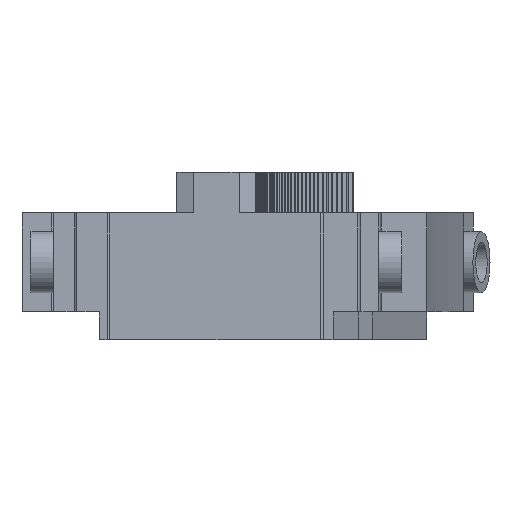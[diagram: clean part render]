
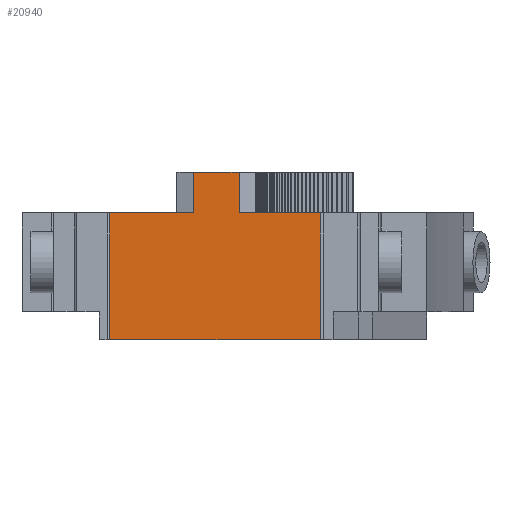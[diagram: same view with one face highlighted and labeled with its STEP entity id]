
A CAD part, front view. The second image highlights one B-rep face of the part: STEP entity #20940.
In plain terms, the highlighted planar face has unit normal (0, -1, 0).
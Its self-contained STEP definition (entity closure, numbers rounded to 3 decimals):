
#2626 = PLANE('',#2627);
#2627 = AXIS2_PLACEMENT_3D('',#2628,#2629,#2630);
#2628 = CARTESIAN_POINT('',(-15.931,-29.449,-6.6));
#2629 = DIRECTION('',(0.,0.,-1.));
#2630 = DIRECTION('',(0.,1.,0.));
#3244 = PLANE('',#3245);
#3245 = AXIS2_PLACEMENT_3D('',#3246,#3247,#3248);
#3246 = CARTESIAN_POINT('',(-1.121,-1.265,3.4));
#3247 = DIRECTION('',(0.,0.,-1.));
#3248 = DIRECTION('',(0.141,0.99,0.));
#5645 = PLANE('',#5646);
#5646 = AXIS2_PLACEMENT_3D('',#5647,#5648,#5649);
#5647 = CARTESIAN_POINT('',(-1.121,-1.265,3.4));
#5648 = DIRECTION('',(0.,0.,-1.));
#5649 = DIRECTION('',(0.141,0.99,0.));
#7776 = VERTEX_POINT('',#7777);
#7777 = CARTESIAN_POINT('',(-11.531,-29.449,-6.6));
#7791 = PLANE('',#7792);
#7792 = AXIS2_PLACEMENT_3D('',#7793,#7794,#7795);
#7793 = CARTESIAN_POINT('',(-11.531,-28.649,3.4));
#7794 = DIRECTION('',(-1.,0.,0.));
#7795 = DIRECTION('',(0.,-1.,0.));
#7862 = VERTEX_POINT('',#7863);
#7863 = CARTESIAN_POINT('',(5.069,-29.449,-6.6));
#7882 = CYLINDRICAL_SURFACE('',#7883,0.2);
#7883 = AXIS2_PLACEMENT_3D('',#7884,#7885,#7886);
#7884 = CARTESIAN_POINT('',(5.269,-29.449,-6.6));
#7885 = DIRECTION('',(0.,0.,1.));
#7886 = DIRECTION('',(0.,1.,0.));
#7894 = EDGE_CURVE('',#7862,#7776,#7895,.T.);
#7895 = SURFACE_CURVE('',#7896,(#7900,#7907),.PCURVE_S1.);
#7896 = LINE('',#7897,#7898);
#7897 = CARTESIAN_POINT('',(5.069,-29.449,-6.6));
#7898 = VECTOR('',#7899,1.);
#7899 = DIRECTION('',(-1.,0.,0.));
#7900 = PCURVE('',#2626,#7901);
#7901 = DEFINITIONAL_REPRESENTATION('',(#7902),#7906);
#7902 = LINE('',#7903,#7904);
#7903 = CARTESIAN_POINT('',(0.,21.));
#7904 = VECTOR('',#7905,1.);
#7905 = DIRECTION('',(0.,-1.));
#7906 = ( GEOMETRIC_REPRESENTATION_CONTEXT(2) 
PARAMETRIC_REPRESENTATION_CONTEXT() REPRESENTATION_CONTEXT('2D SPACE',''
  ) );
#7907 = PCURVE('',#7908,#7913);
#7908 = PLANE('',#7909);
#7909 = AXIS2_PLACEMENT_3D('',#7910,#7911,#7912);
#7910 = CARTESIAN_POINT('',(4.869,-29.449,-6.6));
#7911 = DIRECTION('',(0.,1.,0.));
#7912 = DIRECTION('',(0.,0.,1.));
#7913 = DEFINITIONAL_REPRESENTATION('',(#7914),#7918);
#7914 = LINE('',#7915,#7916);
#7915 = CARTESIAN_POINT('',(0.,0.2));
#7916 = VECTOR('',#7917,1.);
#7917 = DIRECTION('',(0.,-1.));
#7918 = ( GEOMETRIC_REPRESENTATION_CONTEXT(2) 
PARAMETRIC_REPRESENTATION_CONTEXT() REPRESENTATION_CONTEXT('2D SPACE',''
  ) );
#8515 = VERTEX_POINT('',#8516);
#8516 = CARTESIAN_POINT('',(5.069,-29.449,3.4));
#8542 = EDGE_CURVE('',#8515,#8543,#8545,.T.);
#8543 = VERTEX_POINT('',#8544);
#8544 = CARTESIAN_POINT('',(-1.331,-29.449,3.4));
#8545 = SURFACE_CURVE('',#8546,(#8550,#8557),.PCURVE_S1.);
#8546 = LINE('',#8547,#8548);
#8547 = CARTESIAN_POINT('',(9.669,-29.449,3.4));
#8548 = VECTOR('',#8549,1.);
#8549 = DIRECTION('',(-1.,0.,0.));
#8550 = PCURVE('',#3244,#8551);
#8551 = DEFINITIONAL_REPRESENTATION('',(#8552),#8556);
#8552 = LINE('',#8553,#8554);
#8553 = CARTESIAN_POINT('',(-26.375,14.667));
#8554 = VECTOR('',#8555,1.);
#8555 = DIRECTION('',(-0.141,-0.99));
#8556 = ( GEOMETRIC_REPRESENTATION_CONTEXT(2) 
PARAMETRIC_REPRESENTATION_CONTEXT() REPRESENTATION_CONTEXT('2D SPACE',''
  ) );
#8557 = PCURVE('',#7908,#8558);
#8558 = DEFINITIONAL_REPRESENTATION('',(#8559),#8563);
#8559 = LINE('',#8560,#8561);
#8560 = CARTESIAN_POINT('',(10.,4.8));
#8561 = VECTOR('',#8562,1.);
#8562 = DIRECTION('',(0.,-1.));
#8563 = ( GEOMETRIC_REPRESENTATION_CONTEXT(2) 
PARAMETRIC_REPRESENTATION_CONTEXT() REPRESENTATION_CONTEXT('2D SPACE',''
  ) );
#8582 = CYLINDRICAL_SURFACE('',#8583,198.2);
#8583 = AXIS2_PLACEMENT_3D('',#8584,#8585,#8586);
#8584 = CARTESIAN_POINT('',(196.869,-29.549,6.6));
#8585 = DIRECTION('',(0.,0.,-1.));
#8586 = DIRECTION('',(-1.,0.,0.));
#14001 = VERTEX_POINT('',#14002);
#14002 = CARTESIAN_POINT('',(-4.931,-29.449,3.4));
#14019 = CYLINDRICAL_SURFACE('',#14020,201.8);
#14020 = AXIS2_PLACEMENT_3D('',#14021,#14022,#14023);
#14021 = CARTESIAN_POINT('',(196.869,-29.549,3.4));
#14022 = DIRECTION('',(-0.,-0.,1.));
#14023 = DIRECTION('',(-1.,0.,0.));
#14031 = EDGE_CURVE('',#14001,#14032,#14034,.T.);
#14032 = VERTEX_POINT('',#14033);
#14033 = CARTESIAN_POINT('',(-11.531,-29.449,3.4));
#14034 = SURFACE_CURVE('',#14035,(#14039,#14046),.PCURVE_S1.);
#14035 = LINE('',#14036,#14037);
#14036 = CARTESIAN_POINT('',(9.669,-29.449,3.4));
#14037 = VECTOR('',#14038,1.);
#14038 = DIRECTION('',(-1.,0.,0.));
#14039 = PCURVE('',#5645,#14040);
#14040 = DEFINITIONAL_REPRESENTATION('',(#14041),#14045);
#14041 = LINE('',#14042,#14043);
#14042 = CARTESIAN_POINT('',(-26.375,14.667));
#14043 = VECTOR('',#14044,1.);
#14044 = DIRECTION('',(-0.141,-0.99));
#14045 = ( GEOMETRIC_REPRESENTATION_CONTEXT(2) 
PARAMETRIC_REPRESENTATION_CONTEXT() REPRESENTATION_CONTEXT('2D SPACE',''
  ) );
#14046 = PCURVE('',#7908,#14047);
#14047 = DEFINITIONAL_REPRESENTATION('',(#14048),#14052);
#14048 = LINE('',#14049,#14050);
#14049 = CARTESIAN_POINT('',(10.,4.8));
#14050 = VECTOR('',#14051,1.);
#14051 = DIRECTION('',(0.,-1.));
#14052 = ( GEOMETRIC_REPRESENTATION_CONTEXT(2) 
PARAMETRIC_REPRESENTATION_CONTEXT() REPRESENTATION_CONTEXT('2D SPACE',''
  ) );
#20920 = EDGE_CURVE('',#7776,#14032,#20921,.T.);
#20921 = SURFACE_CURVE('',#20922,(#20926,#20933),.PCURVE_S1.);
#20922 = LINE('',#20923,#20924);
#20923 = CARTESIAN_POINT('',(-11.531,-29.449,-0.5));
#20924 = VECTOR('',#20925,1.);
#20925 = DIRECTION('',(0.,-0.,1.));
#20926 = PCURVE('',#7791,#20927);
#20927 = DEFINITIONAL_REPRESENTATION('',(#20928),#20932);
#20928 = LINE('',#20929,#20930);
#20929 = CARTESIAN_POINT('',(0.8,-3.9));
#20930 = VECTOR('',#20931,1.);
#20931 = DIRECTION('',(0.,1.));
#20932 = ( GEOMETRIC_REPRESENTATION_CONTEXT(2) 
PARAMETRIC_REPRESENTATION_CONTEXT() REPRESENTATION_CONTEXT('2D SPACE',''
  ) );
#20933 = PCURVE('',#7908,#20934);
#20934 = DEFINITIONAL_REPRESENTATION('',(#20935),#20939);
#20935 = LINE('',#20936,#20937);
#20936 = CARTESIAN_POINT('',(6.1,-16.4));
#20937 = VECTOR('',#20938,1.);
#20938 = DIRECTION('',(1.,0.));
#20939 = ( GEOMETRIC_REPRESENTATION_CONTEXT(2) 
PARAMETRIC_REPRESENTATION_CONTEXT() REPRESENTATION_CONTEXT('2D SPACE',''
  ) );
#20940 = ADVANCED_FACE('',(#20941),#7908,.F.);
#20941 = FACE_BOUND('',#20942,.F.);
#20942 = EDGE_LOOP('',(#20943,#20944,#20945,#20968,#20996,#21017,#21018,
    #21039));
#20943 = ORIENTED_EDGE('',*,*,#20920,.T.);
#20944 = ORIENTED_EDGE('',*,*,#14031,.F.);
#20945 = ORIENTED_EDGE('',*,*,#20946,.T.);
#20946 = EDGE_CURVE('',#14001,#20947,#20949,.T.);
#20947 = VERTEX_POINT('',#20948);
#20948 = CARTESIAN_POINT('',(-4.931,-29.449,6.6));
#20949 = SURFACE_CURVE('',#20950,(#20954,#20961),.PCURVE_S1.);
#20950 = LINE('',#20951,#20952);
#20951 = CARTESIAN_POINT('',(-4.931,-29.449,3.4));
#20952 = VECTOR('',#20953,1.);
#20953 = DIRECTION('',(-0.,-0.,1.));
#20954 = PCURVE('',#7908,#20955);
#20955 = DEFINITIONAL_REPRESENTATION('',(#20956),#20960);
#20956 = LINE('',#20957,#20958);
#20957 = CARTESIAN_POINT('',(10.,-9.8));
#20958 = VECTOR('',#20959,1.);
#20959 = DIRECTION('',(1.,0.));
#20960 = ( GEOMETRIC_REPRESENTATION_CONTEXT(2) 
PARAMETRIC_REPRESENTATION_CONTEXT() REPRESENTATION_CONTEXT('2D SPACE',''
  ) );
#20961 = PCURVE('',#14019,#20962);
#20962 = DEFINITIONAL_REPRESENTATION('',(#20963),#20967);
#20963 = LINE('',#20964,#20965);
#20964 = CARTESIAN_POINT('',(0.,0.));
#20965 = VECTOR('',#20966,1.);
#20966 = DIRECTION('',(-0.,1.));
#20967 = ( GEOMETRIC_REPRESENTATION_CONTEXT(2) 
PARAMETRIC_REPRESENTATION_CONTEXT() REPRESENTATION_CONTEXT('2D SPACE',''
  ) );
#20968 = ORIENTED_EDGE('',*,*,#20969,.F.);
#20969 = EDGE_CURVE('',#20970,#20947,#20972,.T.);
#20970 = VERTEX_POINT('',#20971);
#20971 = CARTESIAN_POINT('',(-1.331,-29.449,6.6));
#20972 = SURFACE_CURVE('',#20973,(#20977,#20984),.PCURVE_S1.);
#20973 = LINE('',#20974,#20975);
#20974 = CARTESIAN_POINT('',(-0.031,-29.449,6.6));
#20975 = VECTOR('',#20976,1.);
#20976 = DIRECTION('',(-1.,0.,0.));
#20977 = PCURVE('',#7908,#20978);
#20978 = DEFINITIONAL_REPRESENTATION('',(#20979),#20983);
#20979 = LINE('',#20980,#20981);
#20980 = CARTESIAN_POINT('',(13.2,-4.9));
#20981 = VECTOR('',#20982,1.);
#20982 = DIRECTION('',(0.,-1.));
#20983 = ( GEOMETRIC_REPRESENTATION_CONTEXT(2) 
PARAMETRIC_REPRESENTATION_CONTEXT() REPRESENTATION_CONTEXT('2D SPACE',''
  ) );
#20984 = PCURVE('',#20985,#20990);
#20985 = PLANE('',#20986);
#20986 = AXIS2_PLACEMENT_3D('',#20987,#20988,#20989);
#20987 = CARTESIAN_POINT('',(-1.121,-1.265,6.6));
#20988 = DIRECTION('',(0.,0.,-1.));
#20989 = DIRECTION('',(0.141,0.99,0.));
#20990 = DEFINITIONAL_REPRESENTATION('',(#20991),#20995);
#20991 = LINE('',#20992,#20993);
#20992 = CARTESIAN_POINT('',(-27.747,5.065));
#20993 = VECTOR('',#20994,1.);
#20994 = DIRECTION('',(-0.141,-0.99));
#20995 = ( GEOMETRIC_REPRESENTATION_CONTEXT(2) 
PARAMETRIC_REPRESENTATION_CONTEXT() REPRESENTATION_CONTEXT('2D SPACE',''
  ) );
#20996 = ORIENTED_EDGE('',*,*,#20997,.T.);
#20997 = EDGE_CURVE('',#20970,#8543,#20998,.T.);
#20998 = SURFACE_CURVE('',#20999,(#21003,#21010),.PCURVE_S1.);
#20999 = LINE('',#21000,#21001);
#21000 = CARTESIAN_POINT('',(-1.331,-29.449,6.6));
#21001 = VECTOR('',#21002,1.);
#21002 = DIRECTION('',(0.,0.,-1.));
#21003 = PCURVE('',#7908,#21004);
#21004 = DEFINITIONAL_REPRESENTATION('',(#21005),#21009);
#21005 = LINE('',#21006,#21007);
#21006 = CARTESIAN_POINT('',(13.2,-6.2));
#21007 = VECTOR('',#21008,1.);
#21008 = DIRECTION('',(-1.,0.));
#21009 = ( GEOMETRIC_REPRESENTATION_CONTEXT(2) 
PARAMETRIC_REPRESENTATION_CONTEXT() REPRESENTATION_CONTEXT('2D SPACE',''
  ) );
#21010 = PCURVE('',#8582,#21011);
#21011 = DEFINITIONAL_REPRESENTATION('',(#21012),#21016);
#21012 = LINE('',#21013,#21014);
#21013 = CARTESIAN_POINT('',(0.001,0.));
#21014 = VECTOR('',#21015,1.);
#21015 = DIRECTION('',(0.,1.));
#21016 = ( GEOMETRIC_REPRESENTATION_CONTEXT(2) 
PARAMETRIC_REPRESENTATION_CONTEXT() REPRESENTATION_CONTEXT('2D SPACE',''
  ) );
#21017 = ORIENTED_EDGE('',*,*,#8542,.F.);
#21018 = ORIENTED_EDGE('',*,*,#21019,.F.);
#21019 = EDGE_CURVE('',#7862,#8515,#21020,.T.);
#21020 = SURFACE_CURVE('',#21021,(#21025,#21032),.PCURVE_S1.);
#21021 = LINE('',#21022,#21023);
#21022 = CARTESIAN_POINT('',(5.069,-29.449,-6.6));
#21023 = VECTOR('',#21024,1.);
#21024 = DIRECTION('',(0.,0.,1.));
#21025 = PCURVE('',#7908,#21026);
#21026 = DEFINITIONAL_REPRESENTATION('',(#21027),#21031);
#21027 = LINE('',#21028,#21029);
#21028 = CARTESIAN_POINT('',(0.,0.2));
#21029 = VECTOR('',#21030,1.);
#21030 = DIRECTION('',(1.,0.));
#21031 = ( GEOMETRIC_REPRESENTATION_CONTEXT(2) 
PARAMETRIC_REPRESENTATION_CONTEXT() REPRESENTATION_CONTEXT('2D SPACE',''
  ) );
#21032 = PCURVE('',#7882,#21033);
#21033 = DEFINITIONAL_REPRESENTATION('',(#21034),#21038);
#21034 = LINE('',#21035,#21036);
#21035 = CARTESIAN_POINT('',(7.854,0.));
#21036 = VECTOR('',#21037,1.);
#21037 = DIRECTION('',(0.,1.));
#21038 = ( GEOMETRIC_REPRESENTATION_CONTEXT(2) 
PARAMETRIC_REPRESENTATION_CONTEXT() REPRESENTATION_CONTEXT('2D SPACE',''
  ) );
#21039 = ORIENTED_EDGE('',*,*,#7894,.T.);
